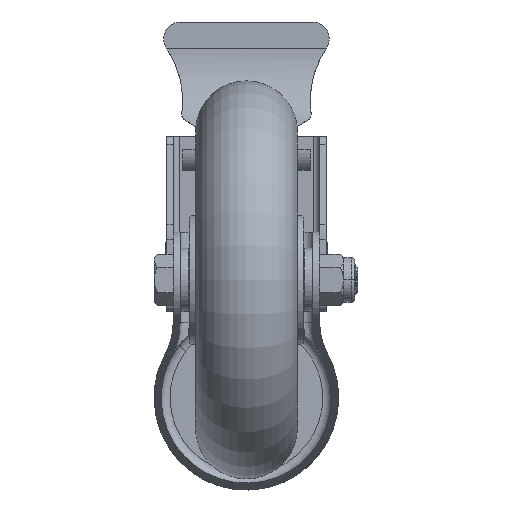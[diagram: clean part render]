
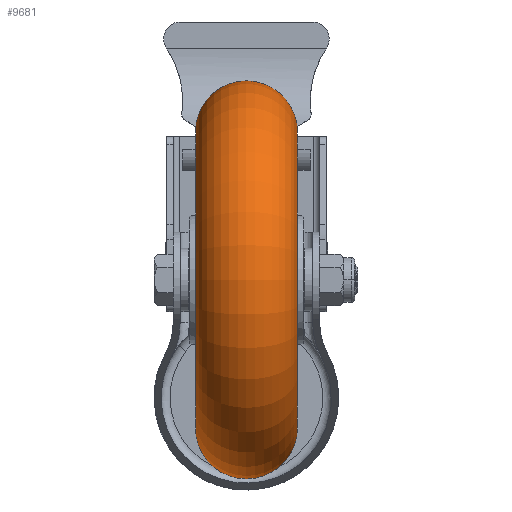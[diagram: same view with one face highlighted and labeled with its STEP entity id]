
A CAD part, front view. The second image highlights one B-rep face of the part: STEP entity #9681.
In plain terms, the highlighted toroidal (fillet/blend) face has major radius 46.5 mm and minor radius 16 mm.
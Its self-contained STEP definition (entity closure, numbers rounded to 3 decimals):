
#1415=CARTESIAN_POINT('',(-16.,0.,0.));
#1416=DIRECTION('',(-1.,0.,0.));
#1417=DIRECTION('',(0.,0.,-1.));
#1418=AXIS2_PLACEMENT_3D('',#1415,#1416,#1417);
#1430=CARTESIAN_POINT('',(0.,0.,-46.5));
#1431=DIRECTION('',(0.,1.,0.));
#1432=DIRECTION('',(1.,0.,0.));
#1433=AXIS2_PLACEMENT_3D('',#1430,#1431,#1432);
#1440=CARTESIAN_POINT('',(0.,0.,46.5));
#1441=DIRECTION('',(0.,-1.,0.));
#1442=DIRECTION('',(1.,0.,0.));
#1443=AXIS2_PLACEMENT_3D('',#1440,#1441,#1442);
#1445=CARTESIAN_POINT('',(16.,0.,0.));
#1446=DIRECTION('',(-1.,0.,0.));
#1447=DIRECTION('',(0.,0.,-1.));
#1448=AXIS2_PLACEMENT_3D('',#1445,#1446,#1447);
#7785=CARTESIAN_POINT('',(16.,0.,-46.5));
#7786=CARTESIAN_POINT('',(-16.,0.,-46.5));
#7787=VERTEX_POINT('',#7785);
#7788=VERTEX_POINT('',#7786);
#7789=CARTESIAN_POINT('',(16.,0.,46.5));
#7790=CARTESIAN_POINT('',(-16.,0.,46.5));
#7791=VERTEX_POINT('',#7789);
#7792=VERTEX_POINT('',#7790);
#9669=CARTESIAN_POINT('',(0.,0.,0.));
#9670=DIRECTION('',(-1.,0.,0.));
#9671=DIRECTION('',(0.,0.,-1.));
#9672=AXIS2_PLACEMENT_3D('',#9669,#9670,#9671);
#9673=TOROIDAL_SURFACE('',#9672,46.5,16.);
#9674=ORIENTED_EDGE('',*,*,#9659,.T.);
#9675=ORIENTED_EDGE('',*,*,#9645,.T.);
#9676=ORIENTED_EDGE('',*,*,#9663,.F.);
#9678=ORIENTED_EDGE('',*,*,#9677,.F.);
#9679=EDGE_LOOP('',(#9674,#9675,#9676,#9678));
#9680=FACE_OUTER_BOUND('',#9679,.F.);
#9681=ADVANCED_FACE('',(#9680),#9673,.T.);
#1419=CIRCLE('',#1418,46.5);
#1434=CIRCLE('',#1433,16.);
#1444=CIRCLE('',#1443,16.);
#1449=CIRCLE('',#1448,46.5);
#9645=EDGE_CURVE('',#7788,#7792,#1419,.T.);
#9659=EDGE_CURVE('',#7787,#7788,#1434,.T.);
#9663=EDGE_CURVE('',#7791,#7792,#1444,.T.);
#9677=EDGE_CURVE('',#7787,#7791,#1449,.T.);
